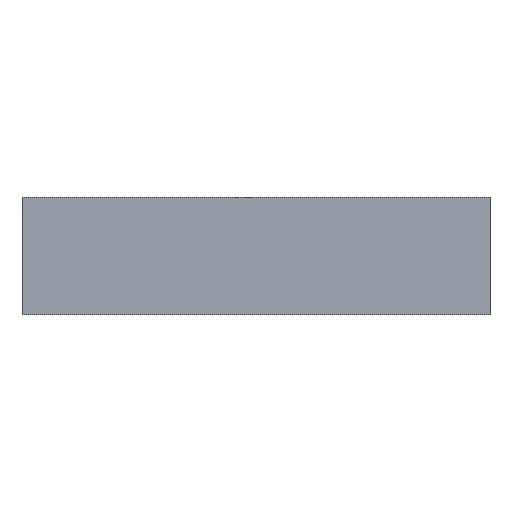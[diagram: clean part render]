
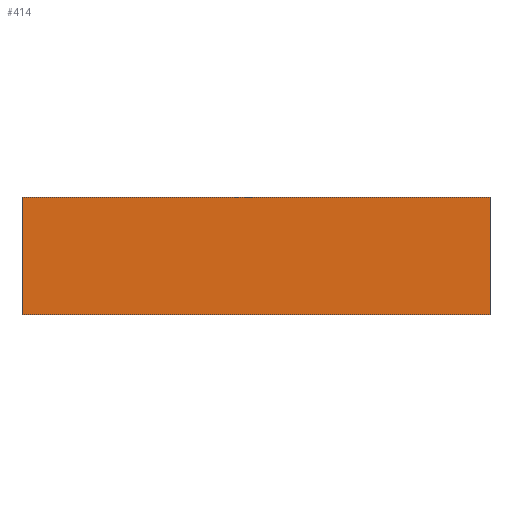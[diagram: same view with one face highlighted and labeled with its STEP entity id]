
A CAD part, left-side view. The second image highlights one B-rep face of the part: STEP entity #414.
In plain terms, the highlighted planar face has unit normal (-1, 0, 0).
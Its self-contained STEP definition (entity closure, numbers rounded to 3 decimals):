
#358=CARTESIAN_POINT('',(-28.049,-28.144,10.0));
#359=VERTEX_POINT('',#358);
#366=CARTESIAN_POINT('',(-28.049,-28.144,0.0));
#367=VERTEX_POINT('',#366);
#368=CARTESIAN_POINT('',(-28.049,-28.144,0.0));
#369=DIRECTION('',(0.0,0.0,1.0));
#370=VECTOR('',#369,10.0);
#371=LINE('',#368,#370);
#372=EDGE_CURVE('',#367,#359,#371,.T.);
#384=CARTESIAN_POINT('',(-28.049,-28.144,0.0));
#385=DIRECTION('',(-1.0,0.0,0.0));
#386=DIRECTION('',(0.0,0.0,1.0));
#387=AXIS2_PLACEMENT_3D('',#384,#385,#386);
#388=PLANE('',#387);
#389=CARTESIAN_POINT('',(-28.049,11.856,10.0));
#390=VERTEX_POINT('',#389);
#391=CARTESIAN_POINT('',(-28.049,-28.144,10.0));
#392=DIRECTION('',(0.0,1.0,0.0));
#393=VECTOR('',#392,40.);
#394=LINE('',#391,#393);
#395=EDGE_CURVE('',#359,#390,#394,.T.);
#396=ORIENTED_EDGE('',*,*,#395,.T.);
#397=CARTESIAN_POINT('',(-28.049,11.856,0.0));
#398=VERTEX_POINT('',#397);
#399=CARTESIAN_POINT('',(-28.049,11.856,0.0));
#400=DIRECTION('',(0.0,0.0,1.0));
#401=VECTOR('',#400,10.0);
#402=LINE('',#399,#401);
#403=EDGE_CURVE('',#398,#390,#402,.T.);
#404=ORIENTED_EDGE('',*,*,#403,.F.);
#405=CARTESIAN_POINT('',(-28.049,-28.144,0.0));
#406=DIRECTION('',(0.0,1.0,0.0));
#407=VECTOR('',#406,40.);
#408=LINE('',#405,#407);
#409=EDGE_CURVE('',#367,#398,#408,.T.);
#410=ORIENTED_EDGE('',*,*,#409,.F.);
#411=ORIENTED_EDGE('',*,*,#372,.T.);
#412=EDGE_LOOP('',(#396,#404,#410,#411));
#413=FACE_OUTER_BOUND('',#412,.T.);
#414=ADVANCED_FACE('',(#413),#388,.T.);
